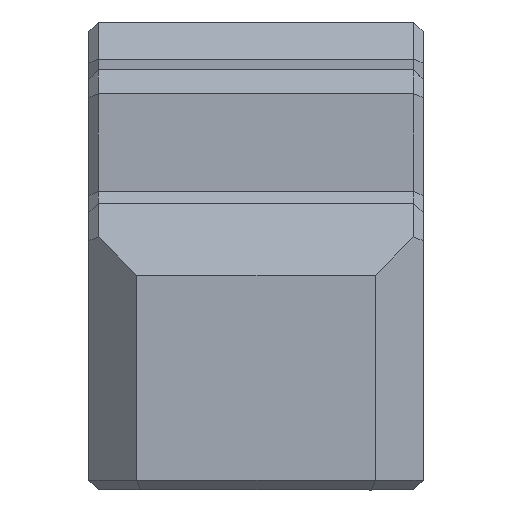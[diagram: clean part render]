
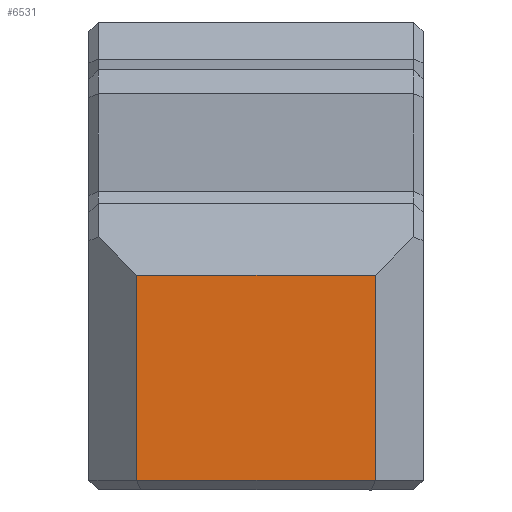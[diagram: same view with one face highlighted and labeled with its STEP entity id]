
A CAD part, front view. The second image highlights one B-rep face of the part: STEP entity #6531.
In plain terms, the highlighted planar face has unit normal (0, -1, 0).
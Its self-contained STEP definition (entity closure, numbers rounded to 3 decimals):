
#422=FACE_OUTER_BOUND('',#813,.T.);
#813=EDGE_LOOP('',(#4442,#4443,#4444,#4445));
#1229=LINE('',#8601,#1974);
#1297=LINE('',#8746,#2042);
#1300=LINE('',#8752,#2045);
#1305=LINE('',#8761,#2050);
#1974=VECTOR('',#7276,10.);
#2042=VECTOR('',#7366,10.);
#2045=VECTOR('',#7371,10.);
#2050=VECTOR('',#7378,10.);
#2707=VERTEX_POINT('',#8595);
#2708=VERTEX_POINT('',#8599);
#2774=VERTEX_POINT('',#8745);
#2776=VERTEX_POINT('',#8751);
#3334=EDGE_CURVE('',#2708,#2707,#1229,.T.);
#3406=EDGE_CURVE('',#2707,#2774,#1297,.T.);
#3409=EDGE_CURVE('',#2774,#2776,#1300,.T.);
#3414=EDGE_CURVE('',#2776,#2708,#1305,.T.);
#4442=ORIENTED_EDGE('',*,*,#3406,.F.);
#4443=ORIENTED_EDGE('',*,*,#3334,.F.);
#4444=ORIENTED_EDGE('',*,*,#3414,.F.);
#4445=ORIENTED_EDGE('',*,*,#3409,.F.);
#6262=PLANE('',#6940);
#6531=ADVANCED_FACE('',(#422),#6262,.T.);
#6940=AXIS2_PLACEMENT_3D('',#8760,#7376,#7377);
#7276=DIRECTION('',(-1.,0.,0.));
#7366=DIRECTION('',(0.,0.,1.));
#7371=DIRECTION('',(1.,0.,0.));
#7376=DIRECTION('center_axis',(0.,-1.,0.));
#7377=DIRECTION('ref_axis',(0.,0.,
-1.));
#7378=DIRECTION('',(0.,0.,-1.));
#8595=CARTESIAN_POINT('',(239.625,172.906,-64.196));
#8599=CARTESIAN_POINT('',(249.625,172.906,-64.196));
#8601=CARTESIAN_POINT('',(237.625,172.906,-64.196));
#8745=CARTESIAN_POINT('',(239.625,172.906,-55.596));
#8746=CARTESIAN_POINT('',(239.625,172.906,-55.196));
#8751=CARTESIAN_POINT('',(249.625,172.906,-55.596));
#8752=CARTESIAN_POINT('',(237.625,172.906,-55.596));
#8760=CARTESIAN_POINT('Origin',(237.625,172.906,-55.596));
#8761=CARTESIAN_POINT('',(249.625,172.906,-55.196));
